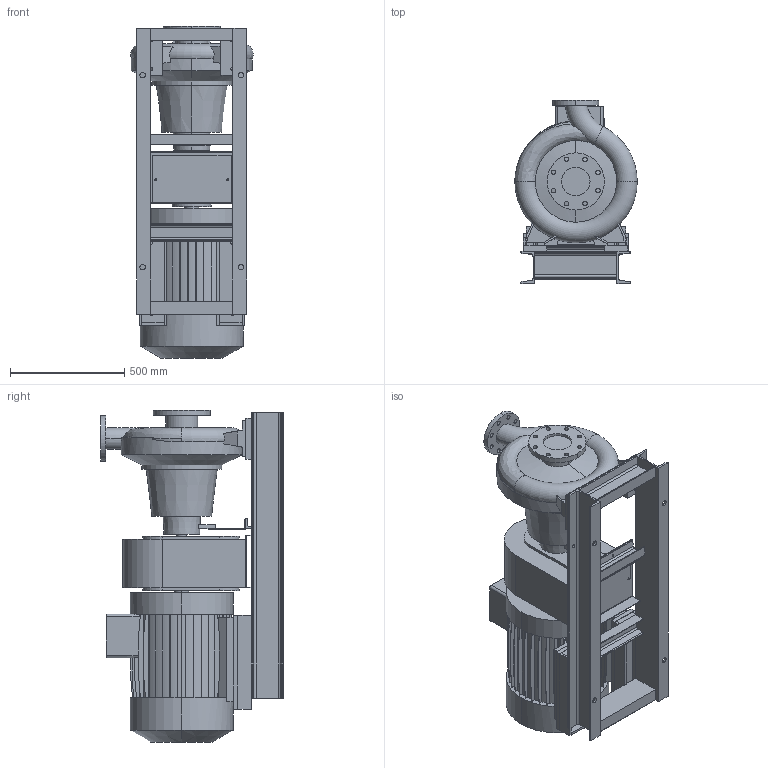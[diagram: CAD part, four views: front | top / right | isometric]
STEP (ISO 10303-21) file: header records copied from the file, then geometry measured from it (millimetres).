
FILE_DESCRIPTION (( 'STEP AP203' ), '1' );
FILE_NAME ('10018148swa00.step', '2023-07-07T12:06:52', ( '' ), ( '' ), 'SwSTEP 2.0', 'SolidWorks 2020', '' );
FILE_SCHEMA (( 'CONFIG_CONTROL_DESIGN' ));
Length unit declared in the file: millimetre
Products named in the file (5): 90.328.16swp01_LAVORATO<A macchina>; 10018148swa00; 10018072swp00_225S 4-6; 10017783swp00_80-400 ; 10018097swp00_MCG 25 N4 80-400 225 S4-M4
Assembly tree (4 placements, depth 2):
  10018148swa00
    10017783swp00_80-400 
    10018097swp00_MCG 25 N4 80-400 225 S4-M4
    10018072swp00_225S 4-6
    90.328.16swp01_LAVORATO<A macchina>
Bounding box: 535.89 x 800 x 1452 mm (x, y, z)
Volume: 198411879.9 mm3; surface area: 6673567.6 mm2
Topology: 22 solids, 22 shells, 701 faces, 1916 edges, 1273 vertices
Faces by surface type: plane 487, cylinder 194, cone 11, torus 7, bspline 2
Entity records: 24377 total; most frequent: CARTESIAN_POINT 5715, ORIENTED_EDGE 3832, DIRECTION 3659, EDGE_CURVE 1916, VECTOR 1431, LINE 1431, VERTEX_POINT 1273, AXIS2_PLACEMENT_3D 1114
